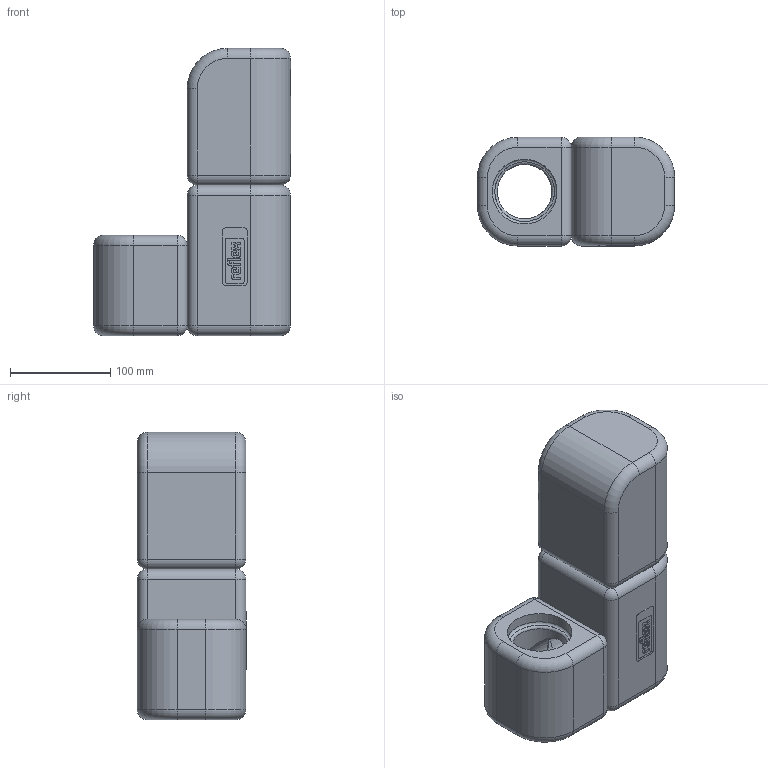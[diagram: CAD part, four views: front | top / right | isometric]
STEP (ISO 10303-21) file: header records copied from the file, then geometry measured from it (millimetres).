
FILE_DESCRIPTION(/* description */ (''),/* implementation_level */ '2;1');
FILE_NAME(/* name */ '3d_ExisoAT11_4-11_2-9583530.stp',/* time_stamp */ '2022-01-25T11:51:52+01:00',/* author */ ('Andrzej'),/* organization */ (''),/* preprocessor_version */ 'ST-DEVELOPER v16.13',/* originating_system */ 'AutoCAD Mechanical',/* authorisation */ '');
FILE_SCHEMA (('AUTOMOTIVE_DESIGN { 1 0 10303 214 3 1 1 }'));
Length unit declared in the file: millimetre
Products named in the file (1): Product
Bounding box: 196.5 x 109.31 x 286.5 mm (x, y, z)
Volume: 2694928.6 mm3; surface area: 267588.5 mm2
Topology: 11 solids, 11 shells, 314 faces, 761 edges, 477 vertices
Faces by surface type: plane 133, cylinder 126, torus 35, sphere 10, cone 6, bspline 4
Full cylindrical faces by diameter (mm): 23 x1, 50 x1, 53.5 x1, 54.3 x2, 54.5 x1, 55 x3, 63 x1, 64.6 x2, 74.5 x2
Entity records: 9951 total; most frequent: CARTESIAN_POINT 2551, DIRECTION 1623, ORIENTED_EDGE 1424, EDGE_CURVE 712, AXIS2_PLACEMENT_3D 614, VERTEX_POINT 467, LINE 395, VECTOR 395
